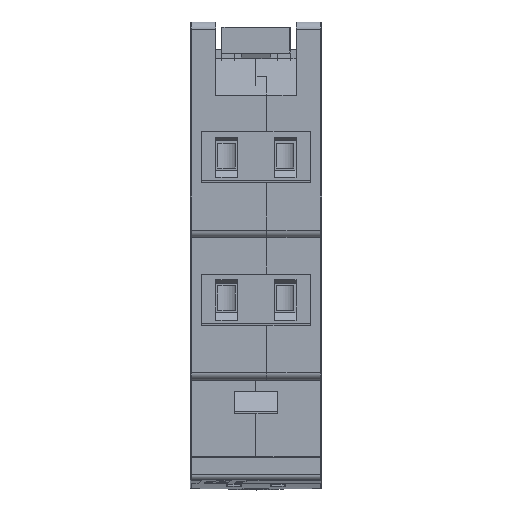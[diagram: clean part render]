
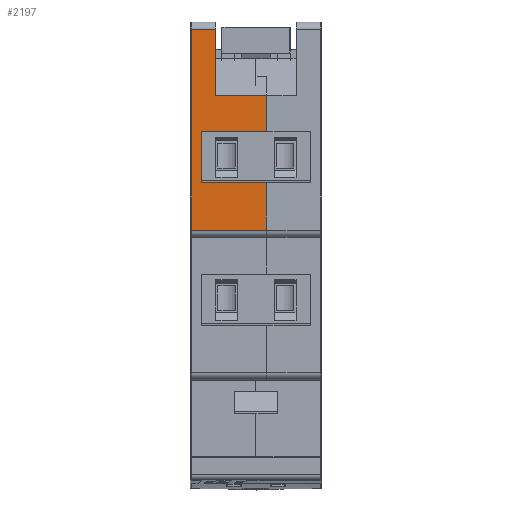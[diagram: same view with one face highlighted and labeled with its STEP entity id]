
A CAD part, top view. The second image highlights one B-rep face of the part: STEP entity #2197.
In plain terms, the highlighted planar face has unit normal (0, 0, 1).
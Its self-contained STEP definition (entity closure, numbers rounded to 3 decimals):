
#2197=ADVANCED_FACE('',(#4078),#4080,.T.);
#4078=FACE_BOUND('',#4079,.T.);
#4079=EDGE_LOOP('',(#9028,#9029,#9030,#9031,#9032,#9033,#9034,#9035,#9036,#9037));
#4080=PLANE('',#4081);
#4081=AXIS2_PLACEMENT_3D('',#4082,#4083,#4084);
#4082=CARTESIAN_POINT('',(0.,28.75,44.75));
#4083=DIRECTION('',(0.,0.,1.));
#4084=DIRECTION('',(0.,-1.,0.));
#9028=ORIENTED_EDGE('',*,*,#12286,.T.);
#9029=ORIENTED_EDGE('',*,*,#12287,.T.);
#9030=ORIENTED_EDGE('',*,*,#12288,.F.);
#9031=ORIENTED_EDGE('',*,*,#12289,.T.);
#9032=ORIENTED_EDGE('',*,*,#12290,.T.);
#9033=ORIENTED_EDGE('',*,*,#12291,.T.);
#9034=ORIENTED_EDGE('',*,*,#12292,.F.);
#9035=ORIENTED_EDGE('',*,*,#12200,.T.);
#9036=ORIENTED_EDGE('',*,*,#12166,.T.);
#9037=ORIENTED_EDGE('',*,*,#12285,.F.);
#12166=EDGE_CURVE('',#14217,#14215,#14218,.T.);
#12200=EDGE_CURVE('',#14282,#14217,#14283,.F.);
#12285=EDGE_CURVE('',#14426,#14215,#14428,.T.);
#12286=EDGE_CURVE('',#14426,#14429,#14430,.T.);
#12287=EDGE_CURVE('',#14429,#14431,#14432,.T.);
#12288=EDGE_CURVE('',#14433,#14431,#14434,.T.);
#12289=EDGE_CURVE('',#14433,#14435,#14436,.F.);
#12290=EDGE_CURVE('',#14435,#14437,#14438,.T.);
#12291=EDGE_CURVE('',#14437,#14439,#14440,.F.);
#12292=EDGE_CURVE('',#14282,#14439,#14441,.T.);
#14215=VERTEX_POINT('',#17936);
#14217=VERTEX_POINT('',#17941);
#14218=LINE('',#17942,#17943);
#14282=VERTEX_POINT('',#18081);
#14283=LINE('',#18082,#18083);
#14426=VERTEX_POINT('',#18393);
#14428=LINE('',#18398,#18399);
#14429=VERTEX_POINT('',#18401);
#14430=LINE('',#18402,#18403);
#14431=VERTEX_POINT('',#18405);
#14432=LINE('',#18406,#18407);
#14433=VERTEX_POINT('',#18409);
#14434=LINE('',#18410,#18411);
#14435=VERTEX_POINT('',#18413);
#14436=LINE('',#18414,#18415);
#14437=VERTEX_POINT('',#18417);
#14438=LINE('',#18418,#18419);
#14439=VERTEX_POINT('',#18421);
#14440=LINE('',#18422,#18423);
#14441=LINE('',#18425,#18426);
#17936=CARTESIAN_POINT('',(3.5,28.75,44.75));
#17941=CARTESIAN_POINT('',(3.5,19.75,44.75));
#17942=CARTESIAN_POINT('',(3.5,19.75,44.75));
#17943=VECTOR('',#17944,1.);
#17944=DIRECTION('',(0.,1.,0.));
#18081=CARTESIAN_POINT('',(10.5,19.75,44.75));
#18082=CARTESIAN_POINT('',(3.5,19.75,44.75));
#18083=VECTOR('',#18084,1.);
#18084=DIRECTION('',(1.,0.,0.));
#18393=CARTESIAN_POINT('',(0.2,28.75,44.75));
#18398=CARTESIAN_POINT('',(0.2,28.75,44.75));
#18399=VECTOR('',#18400,1.);
#18400=DIRECTION('',(1.,0.,0.));
#18401=CARTESIAN_POINT('',(0.2,1.25,44.75));
#18402=CARTESIAN_POINT('',(0.2,28.75,44.75));
#18403=VECTOR('',#18404,1.);
#18404=DIRECTION('',(0.,-1.,0.));
#18405=CARTESIAN_POINT('',(10.5,1.25,44.75));
#18406=CARTESIAN_POINT('',(0.2,1.25,44.75));
#18407=VECTOR('',#18408,1.);
#18408=DIRECTION('',(1.,0.,0.));
#18409=CARTESIAN_POINT('',(10.5,7.75,44.75));
#18410=CARTESIAN_POINT('',(10.5,7.75,44.75));
#18411=VECTOR('',#18412,1.);
#18412=DIRECTION('',(0.,-1.,0.));
#18413=CARTESIAN_POINT('',(1.5,7.75,44.75));
#18414=CARTESIAN_POINT('',(1.5,7.75,44.75));
#18415=VECTOR('',#18416,1.);
#18416=DIRECTION('',(1.,0.,0.));
#18417=CARTESIAN_POINT('',(1.5,14.75,44.75));
#18418=CARTESIAN_POINT('',(1.5,7.75,44.75));
#18419=VECTOR('',#18420,1.);
#18420=DIRECTION('',(0.,1.,0.));
#18421=CARTESIAN_POINT('',(10.5,14.75,44.75));
#18422=CARTESIAN_POINT('',(10.5,14.75,44.75));
#18423=VECTOR('',#18424,1.);
#18424=DIRECTION('',(-1.,0.,0.));
#18425=CARTESIAN_POINT('',(10.5,19.75,44.75));
#18426=VECTOR('',#18427,1.);
#18427=DIRECTION('',(0.,-1.,0.));
